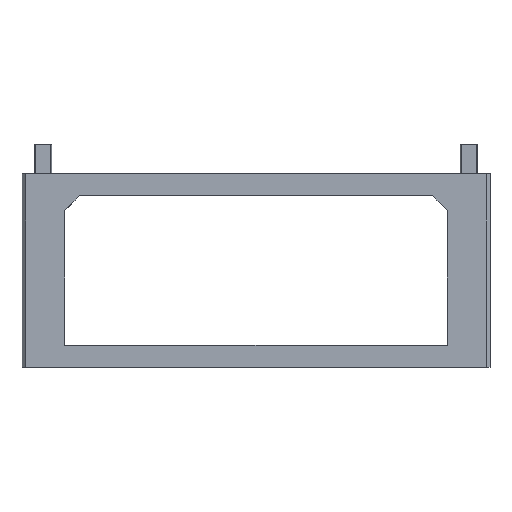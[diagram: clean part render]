
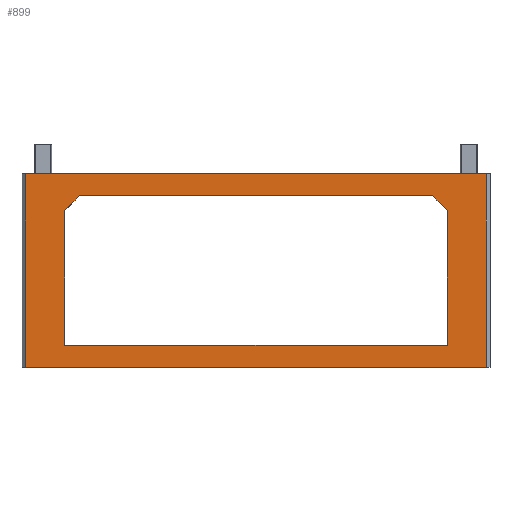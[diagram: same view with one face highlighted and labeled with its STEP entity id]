
A CAD part, front view. The second image highlights one B-rep face of the part: STEP entity #899.
In plain terms, the highlighted planar face has unit normal (0, -1, 0).
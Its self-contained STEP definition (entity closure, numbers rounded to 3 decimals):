
#57=FACE_BOUND('',#128,.T.);
#79=FACE_OUTER_BOUND('',#127,.T.);
#127=EDGE_LOOP('',(#672,#673,#674,#675));
#128=EDGE_LOOP('',(#676,#677,#678,#679,#680,#681));
#206=LINE('',#1346,#309);
#215=LINE('',#1363,#318);
#235=LINE('',#1401,#338);
#237=LINE('',#1405,#340);
#238=LINE('',#1407,#341);
#239=LINE('',#1408,#342);
#240=LINE('',#1411,#343);
#241=LINE('',#1412,#344);
#242=LINE('',#1413,#345);
#243=LINE('',#1414,#346);
#309=VECTOR('',#1071,10.);
#318=VECTOR('',#1084,10.);
#338=VECTOR('',#1114,10.);
#340=VECTOR('',#1118,10.);
#341=VECTOR('',#1119,10.);
#342=VECTOR('',#1120,10.);
#343=VECTOR('',#1121,10.);
#344=VECTOR('',#1122,10.);
#345=VECTOR('',#1123,10.);
#346=VECTOR('',#1124,10.);
#408=VERTEX_POINT('',#1343);
#409=VERTEX_POINT('',#1345);
#414=VERTEX_POINT('',#1360);
#415=VERTEX_POINT('',#1362);
#427=VERTEX_POINT('',#1398);
#428=VERTEX_POINT('',#1400);
#429=VERTEX_POINT('',#1404);
#430=VERTEX_POINT('',#1406);
#431=VERTEX_POINT('',#1409);
#432=VERTEX_POINT('',#1410);
#498=EDGE_CURVE('',#409,#408,#206,.T.);
#507=EDGE_CURVE('',#415,#414,#215,.T.);
#527=EDGE_CURVE('',#427,#428,#235,.T.);
#529=EDGE_CURVE('',#427,#429,#237,.T.);
#530=EDGE_CURVE('',#430,#429,#238,.T.);
#531=EDGE_CURVE('',#430,#428,#239,.T.);
#532=EDGE_CURVE('',#431,#432,#240,.T.);
#533=EDGE_CURVE('',#409,#432,#241,.T.);
#534=EDGE_CURVE('',#408,#415,#242,.T.);
#535=EDGE_CURVE('',#431,#414,#243,.T.);
#672=ORIENTED_EDGE('',*,*,#527,.F.);
#673=ORIENTED_EDGE('',*,*,#529,.T.);
#674=ORIENTED_EDGE('',*,*,#530,.F.);
#675=ORIENTED_EDGE('',*,*,#531,.T.);
#676=ORIENTED_EDGE('',*,*,#532,.T.);
#677=ORIENTED_EDGE('',*,*,#533,.F.);
#678=ORIENTED_EDGE('',*,*,#498,.T.);
#679=ORIENTED_EDGE('',*,*,#534,.T.);
#680=ORIENTED_EDGE('',*,*,#507,.T.);
#681=ORIENTED_EDGE('',*,*,#535,.F.);
#863=PLANE('',#963);
#899=ADVANCED_FACE('',(#79,#57),#863,.T.);
#963=AXIS2_PLACEMENT_3D('',#1403,#1116,#1117);
#1071=DIRECTION('',(0.,0.,-1.));
#1084=DIRECTION('',(0.,0.,1.));
#1114=DIRECTION('',(0.,0.,-1.));
#1116=DIRECTION('center_axis',(0.,-1.,0.));
#1117=DIRECTION('ref_axis',(0.,0.,-1.));
#1118=DIRECTION('',(-1.,0.,0.));
#1119=DIRECTION('',(0.,0.,1.));
#1120=DIRECTION('',(1.,0.,0.));
#1121=DIRECTION('',(1.,0.,0.));
#1122=DIRECTION('',(-0.707,0.,0.707));
#1123=DIRECTION('',(-1.,0.,0.));
#1124=DIRECTION('',(-0.707,0.,-0.707));
#1343=CARTESIAN_POINT('',(58.,-3.,-1.4));
#1345=CARTESIAN_POINT('',(58.,-3.,17.));
#1346=CARTESIAN_POINT('',(58.,-3.,-4.4));
#1360=CARTESIAN_POINT('',(5.8,-3.,17.));
#1362=CARTESIAN_POINT('',(5.8,-3.,-1.4));
#1363=CARTESIAN_POINT('',(5.8,-3.,-4.4));
#1398=CARTESIAN_POINT('',(63.3,-3.,22.));
#1400=CARTESIAN_POINT('',(63.3,-3.,-4.4));
#1401=CARTESIAN_POINT('',(63.3,-3.,2.2));
#1403=CARTESIAN_POINT('Origin',(31.9,-3.,8.8));
#1404=CARTESIAN_POINT('',(0.5,-3.,22.));
#1405=CARTESIAN_POINT('',(63.8,-3.,22.));
#1406=CARTESIAN_POINT('',(0.5,-3.,-4.4));
#1407=CARTESIAN_POINT('',(0.5,-3.,15.4));
#1408=CARTESIAN_POINT('',(0.,-3.,-4.4));
#1409=CARTESIAN_POINT('',(7.8,-3.,19.));
#1410=CARTESIAN_POINT('',(56.,-3.,19.));
#1411=CARTESIAN_POINT('',(0.,-3.,19.));
#1412=CARTESIAN_POINT('',(53.025,-3.,21.975));
#1413=CARTESIAN_POINT('',(0.,-3.,-1.4));
#1414=CARTESIAN_POINT('',(10.775,-3.,21.975));
